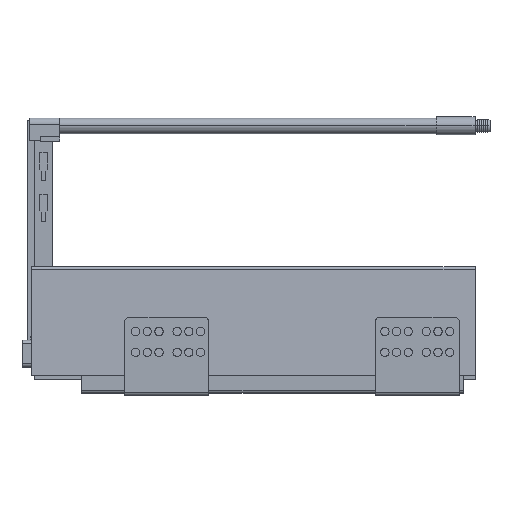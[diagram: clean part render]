
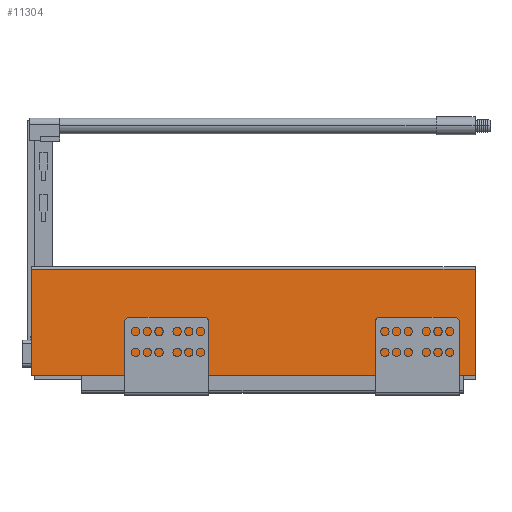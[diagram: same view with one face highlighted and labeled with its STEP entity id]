
A CAD part, top view. The second image highlights one B-rep face of the part: STEP entity #11304.
In plain terms, the highlighted planar face has unit normal (0, 0.052, 0.999).
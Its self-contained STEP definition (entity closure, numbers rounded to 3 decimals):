
#662 = FACE_OUTER_BOUND ( 'NONE', #3360, .T. ) ;
#724 = DIRECTION ( 'NONE',  ( 1., 0., 0. ) ) ;
#2190 = CARTESIAN_POINT ( 'NONE',  ( -342., 82.129, 62.296 ) ) ;
#2440 = EDGE_CURVE ( 'NONE', #5828, #8791, #10949, .T. ) ;
#2691 = DIRECTION ( 'NONE',  ( 0., 0.999, -0.052 ) ) ;
#2743 = DIRECTION ( 'NONE',  ( 0., 0.999, -0.052 ) ) ;
#3244 = ORIENTED_EDGE ( 'NONE', *, *, #5627, .T. ) ;
#3360 = EDGE_LOOP ( 'NONE', ( #7144, #8608, #9109, #3244 ) ) ;
#3514 = AXIS2_PLACEMENT_3D ( 'NONE', #9523, #4605, #2743 ) ;
#3534 = EDGE_CURVE ( 'NONE', #9896, #8791, #6572, .T. ) ;
#3638 = VECTOR ( 'NONE', #2691, 1000. ) ;
#3737 = DIRECTION ( 'NONE',  ( 1., 0., 0. ) ) ;
#4605 = DIRECTION ( 'NONE',  ( 0., 0.052, 0.999 ) ) ;
#5627 = EDGE_CURVE ( 'NONE', #7657, #5828, #9579, .T. ) ;
#5724 = CARTESIAN_POINT ( 'NONE',  ( 0., 0., 66.6 ) ) ;
#5828 = VERTEX_POINT ( 'NONE', #7064 ) ;
#5860 = DIRECTION ( 'NONE',  ( 0., 0.999, -0.052 ) ) ;
#6562 = VECTOR ( 'NONE', #3737, 1000. ) ;
#6572 = LINE ( 'NONE', #7603, #6562 ) ;
#6795 = PLANE ( 'NONE',  #3514 ) ;
#7064 = CARTESIAN_POINT ( 'NONE',  ( 0., 0., 66.6 ) ) ;
#7144 = ORIENTED_EDGE ( 'NONE', *, *, #2440, .T. ) ;
#7347 = CARTESIAN_POINT ( 'NONE',  ( 0., 82.129, 62.296 ) ) ;
#7578 = LINE ( 'NONE', #11511, #3638 ) ;
#7603 = CARTESIAN_POINT ( 'NONE',  ( -342., 82.129, 62.296 ) ) ;
#7657 = VERTEX_POINT ( 'NONE', #10156 ) ;
#7960 = VECTOR ( 'NONE', #724, 1000. ) ;
#8608 = ORIENTED_EDGE ( 'NONE', *, *, #3534, .F. ) ;
#8791 = VERTEX_POINT ( 'NONE', #7347 ) ;
#8905 = EDGE_CURVE ( 'NONE', #7657, #9896, #7578, .T. ) ;
#9109 = ORIENTED_EDGE ( 'NONE', *, *, #8905, .F. ) ;
#9521 = VECTOR ( 'NONE', #5860, 1000. ) ;
#9523 = CARTESIAN_POINT ( 'NONE',  ( -342., 0., 66.6 ) ) ;
#9579 = LINE ( 'NONE', #12421, #7960 ) ;
#9896 = VERTEX_POINT ( 'NONE', #2190 ) ;
#10156 = CARTESIAN_POINT ( 'NONE',  ( -342., 0., 66.6 ) ) ;
#10949 = LINE ( 'NONE', #5724, #9521 ) ;
#11304 = ADVANCED_FACE ( 'NONE', ( #662 ), #6795, .T. ) ;
#11511 = CARTESIAN_POINT ( 'NONE',  ( -342., 0., 66.6 ) ) ;
#12421 = CARTESIAN_POINT ( 'NONE',  ( -342., 0., 66.6 ) ) ;
